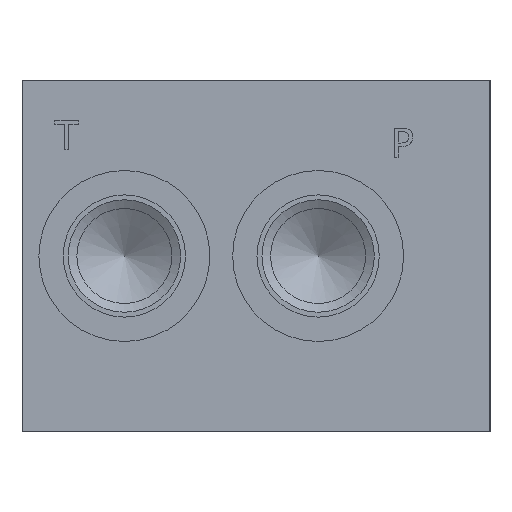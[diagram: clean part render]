
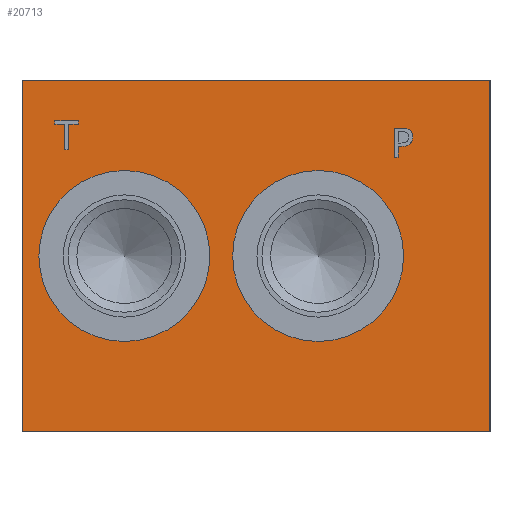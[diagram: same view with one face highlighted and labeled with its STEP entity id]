
A CAD part, left-side view. The second image highlights one B-rep face of the part: STEP entity #20713.
In plain terms, the highlighted planar face has unit normal (-1, 0, 0).
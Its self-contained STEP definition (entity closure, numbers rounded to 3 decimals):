
#238=CIRCLE('',#21668,18.555);
#239=CIRCLE('',#21669,18.555);
#240=CIRCLE('',#21670,18.555);
#241=CIRCLE('',#21671,18.555);
#732=FACE_BOUND('',#3575,.T.);
#733=FACE_BOUND('',#3576,.T.);
#734=FACE_BOUND('',#3577,.T.);
#735=FACE_BOUND('',#3578,.T.);
#1291=B_SPLINE_CURVE_WITH_KNOTS('',2,(#32681,#32682,#32683,#32684),
 .UNSPECIFIED.,.F.,.F.,(3,1,3),(0.,1.,2.),.UNSPECIFIED.);
#1293=B_SPLINE_CURVE_WITH_KNOTS('',2,(#32702,#32703,#32704,#32705),
 .UNSPECIFIED.,.F.,.F.,(3,1,3),(0.,1.,2.),.UNSPECIFIED.);
#1295=B_SPLINE_CURVE_WITH_KNOTS('',2,(#32751,#32752,#32753,#32754),
 .UNSPECIFIED.,.F.,.F.,(3,1,3),(0.,1.,2.),.UNSPECIFIED.);
#1297=B_SPLINE_CURVE_WITH_KNOTS('',2,(#32769,#32770,#32771,#32772),
 .UNSPECIFIED.,.F.,.F.,(3,1,3),(0.,1.,2.),.UNSPECIFIED.);
#2401=FACE_OUTER_BOUND('',#3574,.T.);
#3574=EDGE_LOOP('',(#15963,#15964,#15965,#15966));
#3575=EDGE_LOOP('',(#15967,#15968));
#3576=EDGE_LOOP('',(#15969,#15970));
#3577=EDGE_LOOP('',(#15971,#15972,#15973,#15974,#15975,#15976,#15977,#15978));
#3578=EDGE_LOOP('',(#15979,#15980,#15981,#15982,#15983,#15984,#15985,#15986,
#15987));
#4575=LINE('',#29414,#6398);
#5054=LINE('',#31072,#6877);
#5362=LINE('',#32714,#7185);
#5365=LINE('',#32720,#7188);
#5368=LINE('',#32726,#7191);
#5371=LINE('',#32732,#7194);
#5374=LINE('',#32738,#7197);
#5378=LINE('',#32780,#7201);
#5379=LINE('',#32781,#7202);
#5380=LINE('',#32792,#7203);
#5381=LINE('',#32794,#7204);
#5382=LINE('',#32796,#7205);
#5383=LINE('',#32798,#7206);
#5384=LINE('',#32800,#7207);
#5385=LINE('',#32802,#7208);
#5386=LINE('',#32804,#7209);
#5387=LINE('',#32805,#7210);
#6398=VECTOR('',#23001,10.);
#6877=VECTOR('',#23818,10.);
#7185=VECTOR('',#24384,10.);
#7188=VECTOR('',#24389,10.);
#7191=VECTOR('',#24394,10.);
#7194=VECTOR('',#24399,10.);
#7197=VECTOR('',#24404,10.);
#7201=VECTOR('',#24412,10.);
#7202=VECTOR('',#24413,10.);
#7203=VECTOR('',#24422,10.);
#7204=VECTOR('',#24423,10.);
#7205=VECTOR('',#24424,10.);
#7206=VECTOR('',#24425,10.);
#7207=VECTOR('',#24426,10.);
#7208=VECTOR('',#24427,10.);
#7209=VECTOR('',#24428,10.);
#7210=VECTOR('',#24429,10.);
#8261=VERTEX_POINT('',#29407);
#8264=VERTEX_POINT('',#29412);
#8706=VERTEX_POINT('',#31071);
#9009=VERTEX_POINT('',#32679);
#9010=VERTEX_POINT('',#32680);
#9013=VERTEX_POINT('',#32701);
#9015=VERTEX_POINT('',#32713);
#9017=VERTEX_POINT('',#32719);
#9019=VERTEX_POINT('',#32725);
#9021=VERTEX_POINT('',#32731);
#9023=VERTEX_POINT('',#32737);
#9025=VERTEX_POINT('',#32750);
#9027=VERTEX_POINT('',#32779);
#9028=VERTEX_POINT('',#32782);
#9029=VERTEX_POINT('',#32783);
#9030=VERTEX_POINT('',#32786);
#9031=VERTEX_POINT('',#32787);
#9032=VERTEX_POINT('',#32790);
#9033=VERTEX_POINT('',#32791);
#9034=VERTEX_POINT('',#32793);
#9035=VERTEX_POINT('',#32795);
#9036=VERTEX_POINT('',#32797);
#9037=VERTEX_POINT('',#32799);
#9038=VERTEX_POINT('',#32801);
#9039=VERTEX_POINT('',#32803);
#10500=EDGE_CURVE('',#8261,#8264,#4575,.T.);
#11097=EDGE_CURVE('',#8706,#8261,#5054,.T.);
#11538=EDGE_CURVE('',#9009,#9010,#1291,.T.);
#11542=EDGE_CURVE('',#9013,#9009,#1293,.T.);
#11545=EDGE_CURVE('',#9015,#9013,#5362,.T.);
#11548=EDGE_CURVE('',#9017,#9015,#5365,.T.);
#11551=EDGE_CURVE('',#9019,#9017,#5368,.T.);
#11554=EDGE_CURVE('',#9021,#9019,#5371,.T.);
#11557=EDGE_CURVE('',#9023,#9021,#5374,.T.);
#11560=EDGE_CURVE('',#9025,#9023,#1295,.T.);
#11563=EDGE_CURVE('',#9010,#9025,#1297,.T.);
#11565=EDGE_CURVE('',#9027,#8264,#5378,.T.);
#11566=EDGE_CURVE('',#8706,#9027,#5379,.T.);
#11567=EDGE_CURVE('',#9028,#9029,#238,.T.);
#11568=EDGE_CURVE('',#9029,#9028,#239,.T.);
#11569=EDGE_CURVE('',#9030,#9031,#240,.T.);
#11570=EDGE_CURVE('',#9031,#9030,#241,.T.);
#11571=EDGE_CURVE('',#9032,#9033,#5380,.T.);
#11572=EDGE_CURVE('',#9033,#9034,#5381,.T.);
#11573=EDGE_CURVE('',#9034,#9035,#5382,.T.);
#11574=EDGE_CURVE('',#9035,#9036,#5383,.T.);
#11575=EDGE_CURVE('',#9036,#9037,#5384,.T.);
#11576=EDGE_CURVE('',#9037,#9038,#5385,.T.);
#11577=EDGE_CURVE('',#9038,#9039,#5386,.T.);
#11578=EDGE_CURVE('',#9039,#9032,#5387,.T.);
#15963=ORIENTED_EDGE('',*,*,#11097,.T.);
#15964=ORIENTED_EDGE('',*,*,#10500,.T.);
#15965=ORIENTED_EDGE('',*,*,#11565,.F.);
#15966=ORIENTED_EDGE('',*,*,#11566,.F.);
#15967=ORIENTED_EDGE('',*,*,#11567,.T.);
#15968=ORIENTED_EDGE('',*,*,#11568,.T.);
#15969=ORIENTED_EDGE('',*,*,#11569,.T.);
#15970=ORIENTED_EDGE('',*,*,#11570,.T.);
#15971=ORIENTED_EDGE('',*,*,#11571,.T.);
#15972=ORIENTED_EDGE('',*,*,#11572,.T.);
#15973=ORIENTED_EDGE('',*,*,#11573,.T.);
#15974=ORIENTED_EDGE('',*,*,#11574,.T.);
#15975=ORIENTED_EDGE('',*,*,#11575,.T.);
#15976=ORIENTED_EDGE('',*,*,#11576,.T.);
#15977=ORIENTED_EDGE('',*,*,#11577,.T.);
#15978=ORIENTED_EDGE('',*,*,#11578,.T.);
#15979=ORIENTED_EDGE('',*,*,#11538,.T.);
#15980=ORIENTED_EDGE('',*,*,#11563,.T.);
#15981=ORIENTED_EDGE('',*,*,#11560,.T.);
#15982=ORIENTED_EDGE('',*,*,#11557,.T.);
#15983=ORIENTED_EDGE('',*,*,#11554,.T.);
#15984=ORIENTED_EDGE('',*,*,#11551,.T.);
#15985=ORIENTED_EDGE('',*,*,#11548,.T.);
#15986=ORIENTED_EDGE('',*,*,#11545,.T.);
#15987=ORIENTED_EDGE('',*,*,#11542,.T.);
#19141=PLANE('',#21667);
#20713=ADVANCED_FACE('',(#2401,#732,#733,#734,#735),#19141,.T.);
#21667=AXIS2_PLACEMENT_3D('',#32778,#24410,#24411);
#21668=AXIS2_PLACEMENT_3D('',#32784,#24414,#24415);
#21669=AXIS2_PLACEMENT_3D('',#32785,#24416,#24417);
#21670=AXIS2_PLACEMENT_3D('',#32788,#24418,#24419);
#21671=AXIS2_PLACEMENT_3D('',#32789,#24420,#24421);
#23001=DIRECTION('',(0.,0.,1.));
#23818=DIRECTION('',(0.,-1.,0.));
#24384=DIRECTION('',(0.,-1.,0.));
#24389=DIRECTION('',(0.,0.,1.));
#24394=DIRECTION('',(0.,1.,0.));
#24399=DIRECTION('',(0.,0.,-1.));
#24404=DIRECTION('',(0.,1.,0.));
#24410=DIRECTION('center_axis',(-1.,0.,0.));
#24411=DIRECTION('ref_axis',(0.,-1.,0.));
#24412=DIRECTION('',(0.,-1.,0.));
#24413=DIRECTION('',(0.,0.,1.));
#24414=DIRECTION('center_axis',(1.,0.,0.));
#24415=DIRECTION('ref_axis',(0.,0.,1.));
#24416=DIRECTION('center_axis',(1.,0.,0.));
#24417=DIRECTION('ref_axis',(0.,0.,1.));
#24418=DIRECTION('center_axis',(1.,0.,0.));
#24419=DIRECTION('ref_axis',(0.,0.,1.));
#24420=DIRECTION('center_axis',(1.,0.,0.));
#24421=DIRECTION('ref_axis',(0.,0.,1.));
#24422=DIRECTION('',(0.,1.,0.));
#24423=DIRECTION('',(0.,0.,1.));
#24424=DIRECTION('',(0.,1.,0.));
#24425=DIRECTION('',(0.,0.,1.));
#24426=DIRECTION('',(0.,-1.,0.));
#24427=DIRECTION('',(0.,0.,-1.));
#24428=DIRECTION('',(0.,1.,0.));
#24429=DIRECTION('',(0.,0.,-1.));
#29407=CARTESIAN_POINT('',(0.,0.,0.));
#29412=CARTESIAN_POINT('',(0.,0.,76.2));
#29414=CARTESIAN_POINT('',(0.,0.,0.));
#31071=CARTESIAN_POINT('',(0.,101.6,0.));
#31072=CARTESIAN_POINT('',(0.,101.6,0.));
#32679=CARTESIAN_POINT('',(0.,17.531,65.485));
#32680=CARTESIAN_POINT('',(0.,16.774,63.967));
#32681=CARTESIAN_POINT('Ctrl Pts',(0.,17.531,65.485));
#32682=CARTESIAN_POINT('Ctrl Pts',(0.,17.176,65.243));
#32683=CARTESIAN_POINT('Ctrl Pts',(0.,16.774,64.497));
#32684=CARTESIAN_POINT('Ctrl Pts',(0.,16.774,63.967));
#32701=CARTESIAN_POINT('',(0.,19.193,65.881));
#32702=CARTESIAN_POINT('Ctrl Pts',(0.,19.193,65.881));
#32703=CARTESIAN_POINT('Ctrl Pts',(0.,18.627,65.881));
#32704=CARTESIAN_POINT('Ctrl Pts',(0.,17.834,65.696));
#32705=CARTESIAN_POINT('Ctrl Pts',(0.,17.531,65.485));
#32713=CARTESIAN_POINT('',(0.,20.788,65.881));
#32714=CARTESIAN_POINT('',(0.,61.194,65.881));
#32719=CARTESIAN_POINT('',(0.,20.788,59.531));
#32720=CARTESIAN_POINT('',(0.,20.788,29.766));
#32725=CARTESIAN_POINT('',(0.,19.944,59.531));
#32726=CARTESIAN_POINT('',(0.,60.772,59.531));
#32731=CARTESIAN_POINT('',(0.,19.944,61.898));
#32732=CARTESIAN_POINT('',(0.,19.944,30.949));
#32737=CARTESIAN_POINT('',(0.,19.229,61.898));
#32738=CARTESIAN_POINT('',(0.,60.414,61.898));
#32750=CARTESIAN_POINT('',(0.,17.33,62.557));
#32751=CARTESIAN_POINT('Ctrl Pts',(0.,17.33,62.557));
#32752=CARTESIAN_POINT('Ctrl Pts',(0.,17.659,62.233));
#32753=CARTESIAN_POINT('Ctrl Pts',(0.,18.55,61.898));
#32754=CARTESIAN_POINT('Ctrl Pts',(0.,19.229,61.898));
#32769=CARTESIAN_POINT('Ctrl Pts',(0.,16.774,63.967));
#32770=CARTESIAN_POINT('Ctrl Pts',(0.,16.774,63.555));
#32771=CARTESIAN_POINT('Ctrl Pts',(0.,17.068,62.814));
#32772=CARTESIAN_POINT('Ctrl Pts',(0.,17.33,62.557));
#32778=CARTESIAN_POINT('Origin',(0.,101.6,0.));
#32779=CARTESIAN_POINT('',(0.,101.6,76.2));
#32780=CARTESIAN_POINT('',(0.,101.6,76.2));
#32781=CARTESIAN_POINT('',(0.,101.6,0.));
#32782=CARTESIAN_POINT('',(0.,79.375,56.655));
#32783=CARTESIAN_POINT('',(0.,79.375,19.545));
#32784=CARTESIAN_POINT('Origin',(0.,79.375,38.1));
#32785=CARTESIAN_POINT('Origin',(0.,79.375,38.1));
#32786=CARTESIAN_POINT('',(0.,37.313,56.655));
#32787=CARTESIAN_POINT('',(0.,37.313,19.545));
#32788=CARTESIAN_POINT('Origin',(0.,37.313,38.1));
#32789=CARTESIAN_POINT('Origin',(0.,37.313,38.1));
#32790=CARTESIAN_POINT('',(0.,91.487,61.119));
#32791=CARTESIAN_POINT('',(0.,92.331,61.119));
#32792=CARTESIAN_POINT('',(0.,96.544,61.119));
#32793=CARTESIAN_POINT('',(0.,92.331,66.717));
#32794=CARTESIAN_POINT('',(0.,92.331,30.559));
#32795=CARTESIAN_POINT('',(0.,94.461,66.717));
#32796=CARTESIAN_POINT('',(0.,96.966,66.717));
#32797=CARTESIAN_POINT('',(0.,94.461,67.469));
#32798=CARTESIAN_POINT('',(0.,94.461,33.359));
#32799=CARTESIAN_POINT('',(0.,89.357,67.469));
#32800=CARTESIAN_POINT('',(0.,98.031,67.469));
#32801=CARTESIAN_POINT('',(0.,89.357,66.717));
#32802=CARTESIAN_POINT('',(0.,89.357,33.734));
#32803=CARTESIAN_POINT('',(0.,91.487,66.717));
#32804=CARTESIAN_POINT('',(0.,95.478,66.717));
#32805=CARTESIAN_POINT('',(0.,91.487,33.359));
